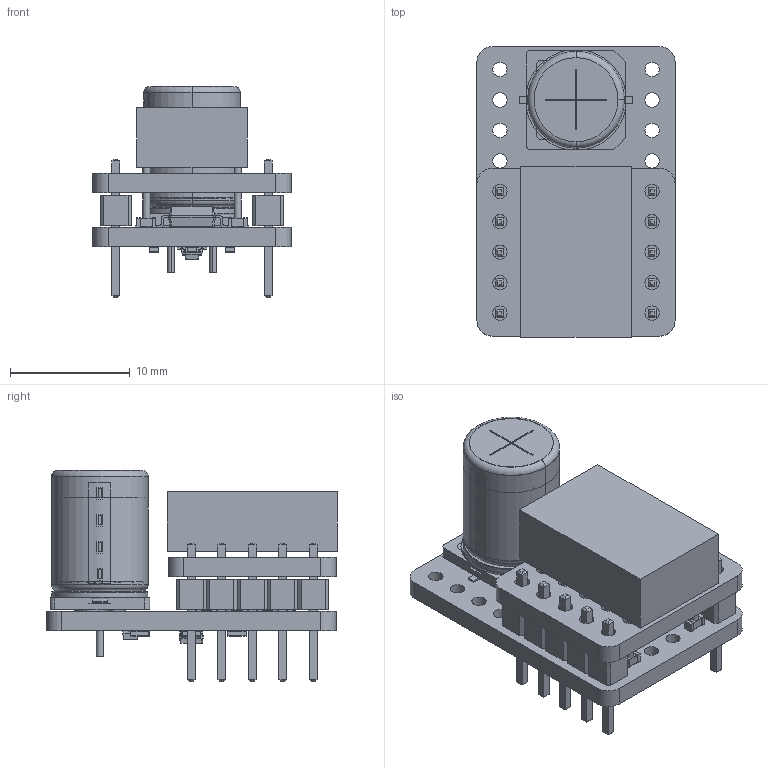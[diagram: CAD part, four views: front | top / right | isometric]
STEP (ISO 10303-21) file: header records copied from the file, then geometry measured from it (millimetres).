
FILE_DESCRIPTION(('FreeCAD Model'),'2;1');
FILE_NAME('PCBA_SWITCHING_sp019_sp_sp.step', '2019-02-07T16:13:57',('kicad StepUp'),('ksu MCAD'), 'Open CASCADE STEP processor 7.2','FreeCAD','Unknown');
FILE_SCHEMA(('AUTOMOTIVE_DESIGN { 1 0 10303 214 1 1 1 1 }'));
Length unit declared in the file: millimetre
Products named in the file (1): PCBA_SWITCHING_sp019_sp_sp
Bounding box: 16.51 x 24.25 x 17.59 mm (x, y, z)
Volume: 2595.7 mm3; surface area: 4330.7 mm2
Topology: 18 solids, 21 shells, 1115 faces, 2805 edges, 1781 vertices
Faces by surface type: plane 702, cylinder 291, bspline 82, torus 38, revolution 2
Full cylindrical faces by diameter (mm): 0.6 x11, 0.8 x2, 1.2 x40, 6.3 x2, 8 x2
Entity records: 41080 total; most frequent: CARTESIAN_POINT 6448, ORIENTED_EDGE 5574, DIRECTION 5376, EDGE_CURVE 2805, LINE 2072, VECTOR 2072, VERTEX_POINT 1781, AXIS2_PLACEMENT_3D 1651
